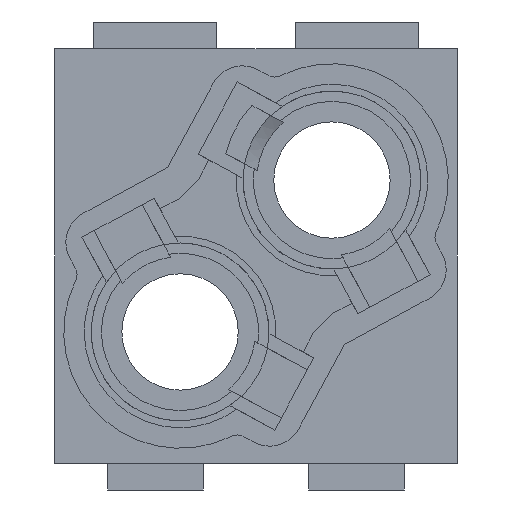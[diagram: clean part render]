
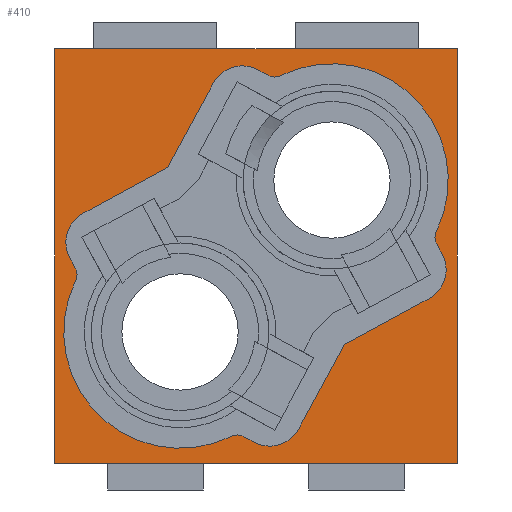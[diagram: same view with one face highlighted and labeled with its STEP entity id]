
A CAD part, front view. The second image highlights one B-rep face of the part: STEP entity #410.
In plain terms, the highlighted planar face has unit normal (0, -1, 0).
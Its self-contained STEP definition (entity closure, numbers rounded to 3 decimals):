
#83=FACE_BOUND('',#786,.T.);
#84=FACE_BOUND('',#787,.T.);
#241=PLANE('',#3416);
#410=ADVANCED_FACE('',(#83,#84),#241,.F.);
#786=EDGE_LOOP('',(#2206,#2207,#2208,#2209,#2210,#2211,#2212,#2213,#2214,
#2215,#2216,#2217,#2218,#2219,#2220,#2221,#2222,#2223));
#787=EDGE_LOOP('',(#2224,#2225,#2226,#2227));
#1045=LINE('',#5028,#1365);
#1048=LINE('',#5036,#1368);
#1050=LINE('',#5040,#1370);
#1053=LINE('',#5048,#1373);
#1058=LINE('',#5064,#1378);
#1061=LINE('',#5072,#1381);
#1063=LINE('',#5076,#1383);
#1066=LINE('',#5084,#1386);
#1105=LINE('',#5170,#1425);
#1109=LINE('',#5179,#1429);
#1113=LINE('',#5188,#1433);
#1115=LINE('',#5191,#1435);
#1365=VECTOR('',#4109,1.);
#1368=VECTOR('',#4118,1.);
#1370=VECTOR('',#4122,1.);
#1373=VECTOR('',#4131,1.);
#1378=VECTOR('',#4150,1.);
#1381=VECTOR('',#4159,1.);
#1383=VECTOR('',#4163,1.);
#1386=VECTOR('',#4172,1.);
#1425=VECTOR('',#4253,1.);
#1429=VECTOR('',#4259,1.);
#1433=VECTOR('',#4265,1.);
#1435=VECTOR('',#4269,1.);
#2206=ORIENTED_EDGE('',*,*,#2937,.T.);
#2207=ORIENTED_EDGE('',*,*,#2939,.T.);
#2208=ORIENTED_EDGE('',*,*,#2941,.T.);
#2209=ORIENTED_EDGE('',*,*,#2943,.T.);
#2210=ORIENTED_EDGE('',*,*,#2945,.T.);
#2211=ORIENTED_EDGE('',*,*,#2947,.T.);
#2212=ORIENTED_EDGE('',*,*,#2949,.T.);
#2213=ORIENTED_EDGE('',*,*,#2951,.T.);
#2214=ORIENTED_EDGE('',*,*,#2953,.T.);
#2215=ORIENTED_EDGE('',*,*,#2955,.T.);
#2216=ORIENTED_EDGE('',*,*,#2957,.T.);
#2217=ORIENTED_EDGE('',*,*,#2959,.T.);
#2218=ORIENTED_EDGE('',*,*,#2961,.T.);
#2219=ORIENTED_EDGE('',*,*,#2963,.T.);
#2220=ORIENTED_EDGE('',*,*,#2965,.T.);
#2221=ORIENTED_EDGE('',*,*,#2967,.T.);
#2222=ORIENTED_EDGE('',*,*,#2969,.T.);
#2223=ORIENTED_EDGE('',*,*,#2970,.T.);
#2224=ORIENTED_EDGE('',*,*,#3007,.F.);
#2225=ORIENTED_EDGE('',*,*,#3017,.F.);
#2226=ORIENTED_EDGE('',*,*,#3011,.F.);
#2227=ORIENTED_EDGE('',*,*,#3015,.F.);
#2542=VERTEX_POINT('',#5025);
#2543=VERTEX_POINT('',#5027);
#2544=VERTEX_POINT('',#5031);
#2545=VERTEX_POINT('',#5035);
#2546=VERTEX_POINT('',#5039);
#2547=VERTEX_POINT('',#5043);
#2548=VERTEX_POINT('',#5047);
#2549=VERTEX_POINT('',#5051);
#2550=VERTEX_POINT('',#5055);
#2551=VERTEX_POINT('',#5059);
#2552=VERTEX_POINT('',#5063);
#2553=VERTEX_POINT('',#5067);
#2554=VERTEX_POINT('',#5071);
#2555=VERTEX_POINT('',#5075);
#2556=VERTEX_POINT('',#5079);
#2557=VERTEX_POINT('',#5083);
#2558=VERTEX_POINT('',#5087);
#2559=VERTEX_POINT('',#5091);
#2584=VERTEX_POINT('',#5171);
#2585=VERTEX_POINT('',#5172);
#2588=VERTEX_POINT('',#5180);
#2589=VERTEX_POINT('',#5181);
#2937=EDGE_CURVE('',#2542,#2543,#1045,.T.);
#2939=EDGE_CURVE('',#2543,#2544,#3118,.T.);
#2941=EDGE_CURVE('',#2544,#2545,#1048,.T.);
#2943=EDGE_CURVE('',#2545,#2546,#1050,.T.);
#2945=EDGE_CURVE('',#2546,#2547,#3119,.T.);
#2947=EDGE_CURVE('',#2547,#2548,#1053,.T.);
#2949=EDGE_CURVE('',#2548,#2549,#3120,.T.);
#2951=EDGE_CURVE('',#2549,#2550,#3121,.T.);
#2953=EDGE_CURVE('',#2550,#2551,#3122,.T.);
#2955=EDGE_CURVE('',#2551,#2552,#1058,.T.);
#2957=EDGE_CURVE('',#2552,#2553,#3123,.T.);
#2959=EDGE_CURVE('',#2553,#2554,#1061,.T.);
#2961=EDGE_CURVE('',#2554,#2555,#1063,.T.);
#2963=EDGE_CURVE('',#2555,#2556,#3124,.T.);
#2965=EDGE_CURVE('',#2556,#2557,#1066,.T.);
#2967=EDGE_CURVE('',#2557,#2558,#3125,.T.);
#2969=EDGE_CURVE('',#2558,#2559,#3126,.T.);
#2970=EDGE_CURVE('',#2559,#2542,#3127,.T.);
#3007=EDGE_CURVE('',#2584,#2585,#1105,.T.);
#3011=EDGE_CURVE('',#2588,#2589,#1109,.T.);
#3015=EDGE_CURVE('',#2585,#2588,#1113,.T.);
#3017=EDGE_CURVE('',#2589,#2584,#1115,.T.);
#3118=CIRCLE('',#3372,2.4);
#3119=CIRCLE('',#3376,2.4);
#3120=CIRCLE('',#3379,1.);
#3121=CIRCLE('',#3381,8.5);
#3122=CIRCLE('',#3383,1.);
#3123=CIRCLE('',#3386,2.4);
#3124=CIRCLE('',#3390,2.4);
#3125=CIRCLE('',#3393,1.);
#3126=CIRCLE('',#3395,8.5);
#3127=CIRCLE('',#3397,1.);
#3372=AXIS2_PLACEMENT_3D('',#5032,#4113,#4114);
#3376=AXIS2_PLACEMENT_3D('',#5044,#4126,#4127);
#3379=AXIS2_PLACEMENT_3D('',#5052,#4135,#4136);
#3381=AXIS2_PLACEMENT_3D('',#5056,#4140,#4141);
#3383=AXIS2_PLACEMENT_3D('',#5060,#4145,#4146);
#3386=AXIS2_PLACEMENT_3D('',#5068,#4154,#4155);
#3390=AXIS2_PLACEMENT_3D('',#5080,#4167,#4168);
#3393=AXIS2_PLACEMENT_3D('',#5088,#4176,#4177);
#3395=AXIS2_PLACEMENT_3D('',#5092,#4181,#4182);
#3397=AXIS2_PLACEMENT_3D('',#5094,#4185,#4186);
#3416=AXIS2_PLACEMENT_3D('',#5192,#4270,#4271);
#4109=DIRECTION('',(0.477,0.,-0.879));
#4113=DIRECTION('',(0.,1.,0.));
#4114=DIRECTION('',(0.879,0.,0.477));
#4118=DIRECTION('',(-0.879,0.,-0.477));
#4122=DIRECTION('',(-0.477,0.,-0.879));
#4126=DIRECTION('',(0.,1.,0.));
#4127=DIRECTION('',(0.879,0.,-0.477));
#4131=DIRECTION('',(-0.879,0.,0.477));
#4135=DIRECTION('',(0.,-1.,0.));
#4136=DIRECTION('',(0.477,0.,0.879));
#4140=DIRECTION('',(0.,1.,0.));
#4141=DIRECTION('',(0.44,0.,-0.898));
#4145=DIRECTION('',(0.,-1.,0.));
#4146=DIRECTION('',(0.898,0.,-0.44));
#4150=DIRECTION('',(-0.477,0.,0.879));
#4154=DIRECTION('',(0.,1.,0.));
#4155=DIRECTION('',(-0.879,0.,-0.477));
#4159=DIRECTION('',(0.879,0.,0.477));
#4163=DIRECTION('',(0.477,0.,0.879));
#4167=DIRECTION('',(0.,1.,0.));
#4168=DIRECTION('',(-0.879,0.,0.477));
#4172=DIRECTION('',(0.879,0.,-0.477));
#4176=DIRECTION('',(0.,-1.,0.));
#4177=DIRECTION('',(-0.477,0.,-0.879));
#4181=DIRECTION('',(0.,1.,0.));
#4182=DIRECTION('',(-0.44,0.,0.898));
#4185=DIRECTION('',(0.,-1.,0.));
#4186=DIRECTION('',(-0.898,0.,0.44));
#4253=DIRECTION('',(0.,0.,1.));
#4259=DIRECTION('',(0.,0.,-1.));
#4265=DIRECTION('',(1.,0.,0.));
#4269=DIRECTION('',(-1.,0.,0.));
#4270=DIRECTION('',(0.,1.,0.));
#4271=DIRECTION('',(0.,0.,1.));
#5025=CARTESIAN_POINT('',(20.551,-20.85,0.84));
#5027=CARTESIAN_POINT('',(20.958,-20.85,0.089));
#5028=CARTESIAN_POINT('',(20.551,-20.85,0.84));
#5031=CARTESIAN_POINT('',(19.994,-20.85,-3.165));
#5032=CARTESIAN_POINT('',(18.849,-20.85,-1.056));
#5035=CARTESIAN_POINT('',(13.818,-20.85,-6.518));
#5036=CARTESIAN_POINT('',(19.994,-20.85,-3.165));
#5039=CARTESIAN_POINT('',(10.465,-20.85,-12.694));
#5040=CARTESIAN_POINT('',(13.818,-20.85,-6.518));
#5043=CARTESIAN_POINT('',(7.211,-20.85,-13.658));
#5044=CARTESIAN_POINT('',(8.356,-20.85,-11.549));
#5047=CARTESIAN_POINT('',(6.46,-20.85,-13.251));
#5048=CARTESIAN_POINT('',(7.211,-20.85,-13.658));
#5051=CARTESIAN_POINT('',(5.543,-20.85,-13.232));
#5052=CARTESIAN_POINT('',(5.983,-20.85,-14.13));
#5055=CARTESIAN_POINT('',(-5.832,-20.85,-1.857));
#5056=CARTESIAN_POINT('',(1.8,-20.85,-5.6));
#5059=CARTESIAN_POINT('',(-5.851,-20.85,-0.94));
#5060=CARTESIAN_POINT('',(-6.73,-20.85,-1.417));
#5063=CARTESIAN_POINT('',(-6.258,-20.85,-0.189));
#5064=CARTESIAN_POINT('',(-5.851,-20.85,-0.94));
#5067=CARTESIAN_POINT('',(-5.294,-20.85,3.065));
#5068=CARTESIAN_POINT('',(-4.149,-20.85,0.956));
#5071=CARTESIAN_POINT('',(0.883,-20.85,6.421));
#5072=CARTESIAN_POINT('',(-5.294,-20.85,3.065));
#5075=CARTESIAN_POINT('',(4.235,-20.85,12.594));
#5076=CARTESIAN_POINT('',(0.883,-20.85,6.421));
#5079=CARTESIAN_POINT('',(7.489,-20.85,13.558));
#5080=CARTESIAN_POINT('',(6.344,-20.85,11.449));
#5083=CARTESIAN_POINT('',(8.24,-20.85,13.151));
#5084=CARTESIAN_POINT('',(7.489,-20.85,13.558));
#5087=CARTESIAN_POINT('',(9.157,-20.85,13.132));
#5088=CARTESIAN_POINT('',(8.717,-20.85,14.03));
#5091=CARTESIAN_POINT('',(20.532,-20.85,1.757));
#5092=CARTESIAN_POINT('',(12.9,-20.85,5.5));
#5094=CARTESIAN_POINT('',(21.43,-20.85,1.317));
#5170=CARTESIAN_POINT('',(-7.35,-20.85,-15.2));
#5171=CARTESIAN_POINT('',(-7.35,-20.85,-15.2));
#5172=CARTESIAN_POINT('',(-7.35,-20.85,15.1));
#5179=CARTESIAN_POINT('',(22.05,-20.85,15.1));
#5180=CARTESIAN_POINT('',(22.05,-20.85,15.1));
#5181=CARTESIAN_POINT('',(22.05,-20.85,-15.2));
#5188=CARTESIAN_POINT('',(-7.35,-20.85,15.1));
#5191=CARTESIAN_POINT('',(22.05,-20.85,-15.2));
#5192=CARTESIAN_POINT('',(-8.82,-20.85,-16.715));
